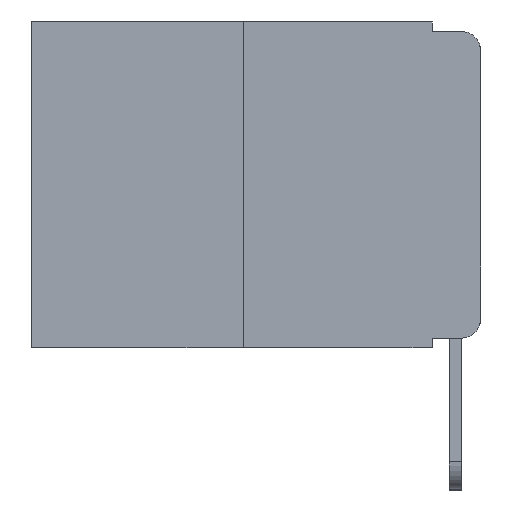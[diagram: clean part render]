
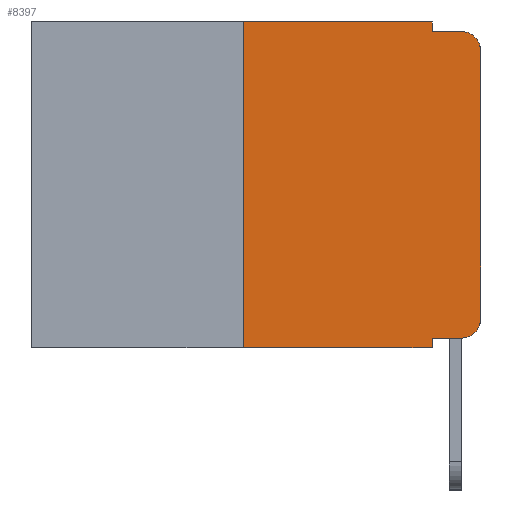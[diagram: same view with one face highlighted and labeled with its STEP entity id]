
A CAD part, left-side view. The second image highlights one B-rep face of the part: STEP entity #8397.
In plain terms, the highlighted planar face has unit normal (-1, 0, 0).
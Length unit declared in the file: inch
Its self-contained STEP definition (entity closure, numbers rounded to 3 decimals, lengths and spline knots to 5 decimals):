
#91 = DIRECTION ( 'NONE',  ( 1., 0., 0. ) ) ;
#363 = VECTOR ( 'NONE', #9393, 39.37008 ) ;
#419 = CARTESIAN_POINT ( 'NONE',  ( 0., 0.02, -0.03 ) ) ;
#431 = VECTOR ( 'NONE', #10348, 39.37008 ) ;
#465 = EDGE_CURVE ( 'NONE', #2660, #1863, #7482, .T. ) ;
#492 = EDGE_CURVE ( 'NONE', #12648, #5848, #7793, .T. ) ;
#555 = CARTESIAN_POINT ( 'NONE',  ( 0., 0.051, -0.333 ) ) ;
#993 = DIRECTION ( 'NONE',  ( 0., 0., -1. ) ) ;
#1241 = CARTESIAN_POINT ( 'NONE',  ( 0., 0.25, 0. ) ) ;
#1487 = CARTESIAN_POINT ( 'NONE',  ( 0., 0.051, -0.01 ) ) ;
#1537 = ORIENTED_EDGE ( 'NONE', *, *, #7334, .F. ) ;
#1863 = VERTEX_POINT ( 'NONE', #4960 ) ;
#1895 = EDGE_CURVE ( 'NONE', #1863, #2677, #12694, .T. ) ;
#1926 = ORIENTED_EDGE ( 'NONE', *, *, #7044, .T. ) ;
#2136 = DIRECTION ( 'NONE',  ( 0., -1., 0. ) ) ;
#2404 = LINE ( 'NONE', #2626, #8529 ) ;
#2410 = CARTESIAN_POINT ( 'NONE',  ( 0., 0.02, -0.333 ) ) ;
#2531 = AXIS2_PLACEMENT_3D ( 'NONE', #9218, #10227, #11217 ) ;
#2599 = CARTESIAN_POINT ( 'NONE',  ( 0., 0.25, -0.343 ) ) ;
#2626 = CARTESIAN_POINT ( 'NONE',  ( 0., 0., 0. ) ) ;
#2627 = CIRCLE ( 'NONE', #5549, 0.02 ) ;
#2660 = VERTEX_POINT ( 'NONE', #1241 ) ;
#2677 = VERTEX_POINT ( 'NONE', #11009 ) ;
#2720 = CARTESIAN_POINT ( 'NONE',  ( 0., 0., -0.313 ) ) ;
#2766 = EDGE_CURVE ( 'NONE', #10915, #10539, #4505, .T. ) ;
#2874 = PLANE ( 'NONE',  #4615 ) ;
#3020 = VERTEX_POINT ( 'NONE', #9733 ) ;
#3327 = VECTOR ( 'NONE', #7002, 39.37008 ) ;
#3431 = EDGE_LOOP ( 'NONE', ( #1926, #6961, #8682, #8115, #11131, #3761, #4612, #1537, #9383, #9443 ) ) ;
#3761 = ORIENTED_EDGE ( 'NONE', *, *, #4239, .F. ) ;
#3898 = VERTEX_POINT ( 'NONE', #7414 ) ;
#3934 = VECTOR ( 'NONE', #4875, 39.37008 ) ;
#4037 = CARTESIAN_POINT ( 'NONE',  ( 0., 0.051, 0. ) ) ;
#4239 = EDGE_CURVE ( 'NONE', #12648, #2660, #12027, .T. ) ;
#4505 = CIRCLE ( 'NONE', #2531, 0.02 ) ;
#4567 = CARTESIAN_POINT ( 'NONE',  ( 0., 0.051, -0.343 ) ) ;
#4612 = ORIENTED_EDGE ( 'NONE', *, *, #492, .T. ) ;
#4615 = AXIS2_PLACEMENT_3D ( 'NONE', #4887, #91, #993 ) ;
#4814 = LINE ( 'NONE', #555, #363 ) ;
#4839 = VERTEX_POINT ( 'NONE', #12683 ) ;
#4875 = DIRECTION ( 'NONE',  ( 0., 0., -1. ) ) ;
#4887 = CARTESIAN_POINT ( 'NONE',  ( 0., 0.473, 0. ) ) ;
#4960 = CARTESIAN_POINT ( 'NONE',  ( 0., 0.051, 0. ) ) ;
#5549 = AXIS2_PLACEMENT_3D ( 'NONE', #419, #10211, #6370 ) ;
#5848 = VERTEX_POINT ( 'NONE', #4567 ) ;
#6370 = DIRECTION ( 'NONE',  ( 0., 0., -1. ) ) ;
#6713 = VECTOR ( 'NONE', #2136, 39.37008 ) ;
#6808 = FACE_OUTER_BOUND ( 'NONE', #3431, .T. ) ;
#6863 = LINE ( 'NONE', #10092, #3327 ) ;
#6961 = ORIENTED_EDGE ( 'NONE', *, *, #9363, .T. ) ;
#7002 = DIRECTION ( 'NONE',  ( 0., 0., -1. ) ) ;
#7044 = EDGE_CURVE ( 'NONE', #10539, #3020, #2404, .T. ) ;
#7334 = EDGE_CURVE ( 'NONE', #4839, #5848, #6863, .T. ) ;
#7414 = CARTESIAN_POINT ( 'NONE',  ( 0., 0.02, -0.01 ) ) ;
#7482 = LINE ( 'NONE', #9860, #11504 ) ;
#7789 = CARTESIAN_POINT ( 'NONE',  ( 0., 0.25, 0. ) ) ;
#7793 = LINE ( 'NONE', #7963, #6713 ) ;
#7963 = CARTESIAN_POINT ( 'NONE',  ( 0., 0.473, -0.343 ) ) ;
#8026 = EDGE_CURVE ( 'NONE', #4839, #10915, #4814, .T. ) ;
#8115 = ORIENTED_EDGE ( 'NONE', *, *, #1895, .F. ) ;
#8397 = ADVANCED_FACE ( 'NONE', ( #6808 ), #2874, .F. ) ;
#8529 = VECTOR ( 'NONE', #10665, 39.37008 ) ;
#8682 = ORIENTED_EDGE ( 'NONE', *, *, #12740, .F. ) ;
#9218 = CARTESIAN_POINT ( 'NONE',  ( 0., 0.02, -0.313 ) ) ;
#9363 = EDGE_CURVE ( 'NONE', #3020, #3898, #2627, .T. ) ;
#9383 = ORIENTED_EDGE ( 'NONE', *, *, #8026, .T. ) ;
#9393 = DIRECTION ( 'NONE',  ( 0., -1., 0. ) ) ;
#9443 = ORIENTED_EDGE ( 'NONE', *, *, #2766, .T. ) ;
#9733 = CARTESIAN_POINT ( 'NONE',  ( 0., 0., -0.03 ) ) ;
#9771 = DIRECTION ( 'NONE',  ( 0., 0., 1. ) ) ;
#9860 = CARTESIAN_POINT ( 'NONE',  ( 0., 0.473, 0. ) ) ;
#10092 = CARTESIAN_POINT ( 'NONE',  ( 0., 0.051, 0. ) ) ;
#10211 = DIRECTION ( 'NONE',  ( -1., 0., 0. ) ) ;
#10227 = DIRECTION ( 'NONE',  ( -1., 0., 0. ) ) ;
#10348 = DIRECTION ( 'NONE',  ( 0., -1., 0. ) ) ;
#10410 = LINE ( 'NONE', #1487, #431 ) ;
#10469 = VECTOR ( 'NONE', #9771, 39.37008 ) ;
#10539 = VERTEX_POINT ( 'NONE', #2720 ) ;
#10665 = DIRECTION ( 'NONE',  ( 0., 0., 1. ) ) ;
#10915 = VERTEX_POINT ( 'NONE', #2410 ) ;
#11009 = CARTESIAN_POINT ( 'NONE',  ( 0., 0.051, -0.01 ) ) ;
#11123 = DIRECTION ( 'NONE',  ( 0., -1., 0. ) ) ;
#11131 = ORIENTED_EDGE ( 'NONE', *, *, #465, .F. ) ;
#11217 = DIRECTION ( 'NONE',  ( 0., 0., -1. ) ) ;
#11504 = VECTOR ( 'NONE', #11123, 39.37008 ) ;
#12027 = LINE ( 'NONE', #7789, #10469 ) ;
#12648 = VERTEX_POINT ( 'NONE', #2599 ) ;
#12683 = CARTESIAN_POINT ( 'NONE',  ( 0., 0.051, -0.333 ) ) ;
#12694 = LINE ( 'NONE', #4037, #3934 ) ;
#12740 = EDGE_CURVE ( 'NONE', #2677, #3898, #10410, .T. ) ;
